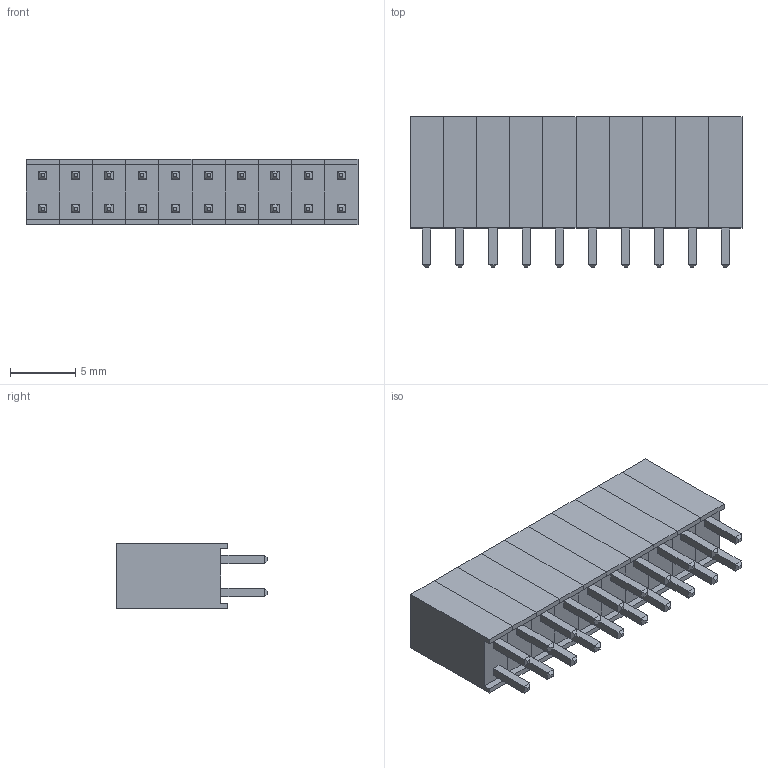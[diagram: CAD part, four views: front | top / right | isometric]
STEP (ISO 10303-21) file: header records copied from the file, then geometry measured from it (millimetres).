
FILE_DESCRIPTION (( 'STEP AP214' ), '1' );
FILE_NAME ('DS-1023-20.STEP', '2019-07-10T22:31:37', ( '' ), ( '' ), 'SwSTEP 2.0', 'SolidWorks 2018', '' );
FILE_SCHEMA (( 'AUTOMOTIVE_DESIGN' ));
Length unit declared in the file: millimetre
Products named in the file (1): DS-1023-20
Bounding box: 25.4 x 11.5 x 5 mm (x, y, z)
Volume: 1004.9 mm3; surface area: 1874.1 mm2
Topology: 10 solids, 10 shells, 460 faces, 1040 edges, 640 vertices
Faces by surface type: plane 460
Entity records: 17539 total; most frequent: CARTESIAN_POINT 2141, ORIENTED_EDGE 2080, DIRECTION 1962, LINE 1040, EDGE_CURVE 1040, VECTOR 1040, VERTEX_POINT 640, EDGE_LOOP 500
